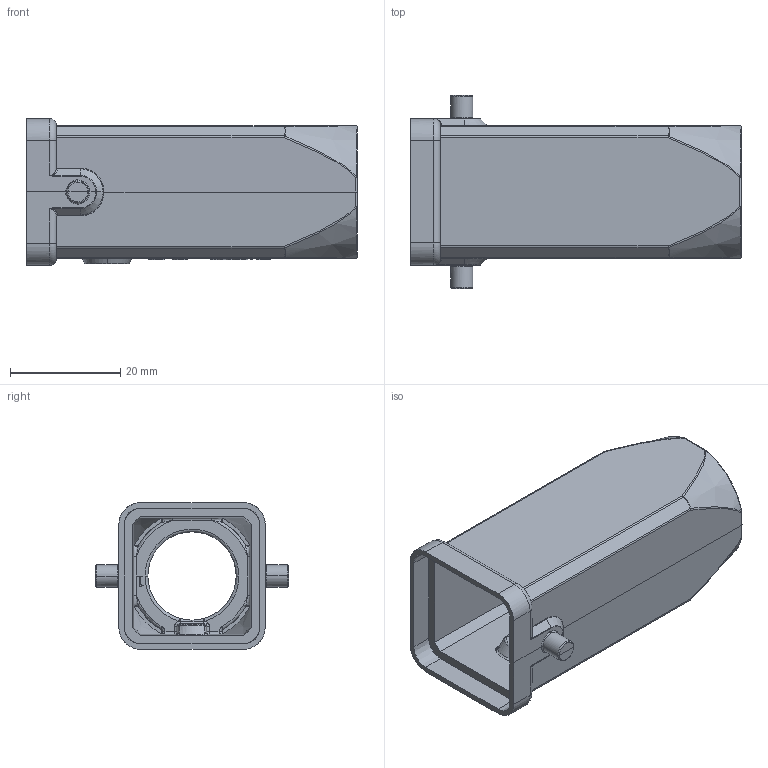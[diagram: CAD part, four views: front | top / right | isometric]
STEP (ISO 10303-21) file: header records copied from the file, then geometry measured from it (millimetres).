
FILE_DESCRIPTION(/* description */ (''),/* implementation_level */ '2;1');
FILE_NAME(/* name */ '3D_1180034101511_H3A.P-TE-2B-M20 2B_V1.0_stp.stp',/* time_stamp */ '2022-04-15T11:15:23+08:00',/* author */ (''),/* organization */ (''),/* preprocessor_version */ 'ST-DEVELOPER v18.1',/* originating_system */ 'SIEMENS PLM Software NX 1980',/* authorisation */ '');
FILE_SCHEMA (('AP203_CONFIGURATION_CONTROLLED_3D_DESIGN_OF_MECHANICAL_PARTS_AND_ASSEMBLIES_MIM_LF { 1 0 10303 403 2 1 2}'));
Length unit declared in the file: millimetre
Products named in the file (1): jphu0F449EECcu6u
Bounding box: 60 x 35 x 26.6 mm (x, y, z)
Volume: 9191.3 mm3; surface area: 11673.8 mm2
Topology: 1 solids, 1 shells, 359 faces, 894 edges, 540 vertices
Faces by surface type: plane 127, cylinder 113, torus 44, bspline 30, cone 26, sphere 19
Entity records: 12708 total; most frequent: CARTESIAN_POINT 5082, ORIENTED_EDGE 1770, DIRECTION 1249, EDGE_CURVE 885, VERTEX_POINT 540, AXIS2_PLACEMENT_3D 447, EDGE_LOOP 375, ADVANCED_FACE 359
